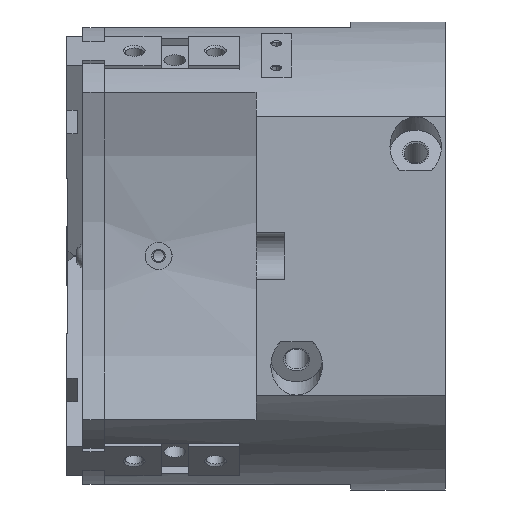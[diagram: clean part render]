
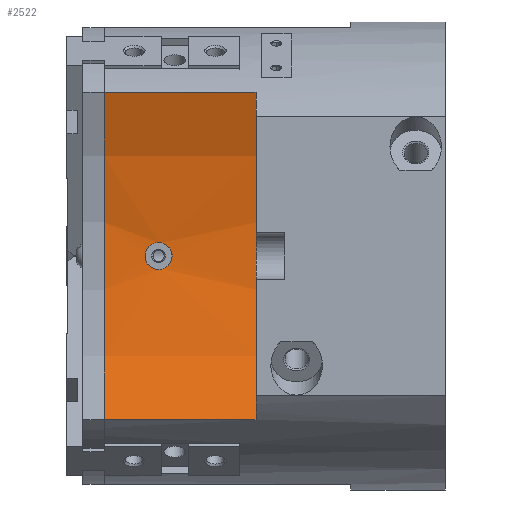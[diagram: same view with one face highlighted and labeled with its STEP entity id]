
A CAD part, left-side view. The second image highlights one B-rep face of the part: STEP entity #2522.
In plain terms, the highlighted cylindrical face has radius 156 mm (diameter 312 mm), a partial arc.
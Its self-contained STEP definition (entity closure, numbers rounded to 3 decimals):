
#2522 = ADVANCED_FACE( '', ( #7009, #7010 ), #7011, .F. );
#2626 = EDGE_CURVE( '', #6004, #3204, #7123, .T. );
#3064 = VERTEX_POINT( '', #7606 );
#3204 = VERTEX_POINT( '', #7759 );
#3422 = VERTEX_POINT( '', #8007 );
#4434 = EDGE_CURVE( '', #3064, #6004, #9146, .T. );
#4534 = EDGE_CURVE( '', #3422, #5484, #9262, .T. );
#4882 = EDGE_CURVE( '', #5484, #3422, #9645, .T. );
#5484 = VERTEX_POINT( '', #10301 );
#5682 = VERTEX_POINT( '', #10527 );
#6004 = VERTEX_POINT( '', #10897 );
#6018 = EDGE_CURVE( '', #3064, #5682, #10914, .T. );
#6030 = EDGE_CURVE( '', #3204, #5682, #10927, .T. );
#7009 = FACE_OUTER_BOUND( '', #12155, .T. );
#7010 = FACE_BOUND( '', #12156, .T. );
#7011 = CYLINDRICAL_SURFACE( '', #12157, 156. );
#7123 = CIRCLE( '', #12312, 156. );
#7606 = CARTESIAN_POINT( '', ( -62.596, 125.99, 60.421 ) );
#7759 = CARTESIAN_POINT( '', ( -62.596, 70., -60.421 ) );
#8007 = CARTESIAN_POINT( '', ( -50.5, 106., 5. ) );
#9146 = LINE( '', #15229, #15230 );
#9262 = B_SPLINE_CURVE_WITH_KNOTS( '', 3, ( #15424, #15425, #15426, #15427, #15428, #15429, #15430, #15431, #15432, #15433, #15434, #15435, #15436, #15437, #15438, #15439, #15440, #15441, #15442, #15443, #15444, #15445, #15446, #15447, #15448, #15449, #15450, #15451, #15452, #15453, #15454, #15455, #15456, #15457 ), .UNSPECIFIED., .F., .F., ( 4, 2, 2, 2, 2, 2, 2, 2, 2, 2, 2, 2, 2, 2, 2, 2, 4 ), ( 0., 0.942, 1.884, 2.825, 3.767, 4.709, 5.651, 6.593, 7.534, 8.476, 9.418, 10.36, 11.301, 12.243, 13.185, 14.127, 15.069 ), .UNSPECIFIED. );
#9645 = B_SPLINE_CURVE_WITH_KNOTS( '', 3, ( #15976, #15977, #15978, #15979, #15980, #15981, #15982, #15983, #15984, #15985, #15986, #15987, #15988, #15989, #15990, #15991, #15992, #15993, #15994, #15995, #15996, #15997, #15998, #15999, #16000, #16001, #16002, #16003, #16004, #16005, #16006, #16007, #16008, #16009 ), .UNSPECIFIED., .F., .F., ( 4, 2, 2, 2, 2, 2, 2, 2, 2, 2, 2, 2, 2, 2, 2, 2, 4 ), ( 15.069, 16.01, 16.952, 17.894, 18.836, 19.778, 20.719, 21.661, 22.603, 23.545, 24.486, 25.428, 26.37, 27.312, 28.254, 29.195, 30.137 ), .UNSPECIFIED. );
#10301 = CARTESIAN_POINT( '', ( -50.5, 106., -5. ) );
#10527 = CARTESIAN_POINT( '', ( -62.596, 125.99, -60.421 ) );
#10897 = CARTESIAN_POINT( '', ( -62.596, 70., 60.421 ) );
#10914 = CIRCLE( '', #17851, 156. );
#10927 = LINE( '', #17868, #17869 );
#12155 = EDGE_LOOP( '', ( #19199, #19200, #19201, #19202 ) );
#12156 = EDGE_LOOP( '', ( #19203, #19204 ) );
#12157 = AXIS2_PLACEMENT_3D( '', #19205, #19206, #19207 );
#12312 = AXIS2_PLACEMENT_3D( '', #19325, #19326, #19327 );
#15229 = CARTESIAN_POINT( '', ( -62.596, 134., 60.421 ) );
#15230 = VECTOR( '', #21640, 1. );
#15424 = CARTESIAN_POINT( '', ( -50.5, 106., 5. ) );
#15425 = CARTESIAN_POINT( '', ( -50.5, 105.686, 5. ) );
#15426 = CARTESIAN_POINT( '', ( -50.499, 105.361, 4.97 ) );
#15427 = CARTESIAN_POINT( '', ( -50.495, 104.716, 4.843 ) );
#15428 = CARTESIAN_POINT( '', ( -50.492, 104.394, 4.747 ) );
#15429 = CARTESIAN_POINT( '', ( -50.485, 103.779, 4.492 ) );
#15430 = CARTESIAN_POINT( '', ( -50.48, 103.483, 4.333 ) );
#15431 = CARTESIAN_POINT( '', ( -50.47, 102.937, 3.966 ) );
#15432 = CARTESIAN_POINT( '', ( -50.465, 102.686, 3.757 ) );
#15433 = CARTESIAN_POINT( '', ( -50.455, 102.243, 3.314 ) );
#15434 = CARTESIAN_POINT( '', ( -50.45, 102.034, 3.063 ) );
#15435 = CARTESIAN_POINT( '', ( -50.44, 101.667, 2.517 ) );
#15436 = CARTESIAN_POINT( '', ( -50.436, 101.508, 2.221 ) );
#15437 = CARTESIAN_POINT( '', ( -50.428, 101.253, 1.606 ) );
#15438 = CARTESIAN_POINT( '', ( -50.425, 101.157, 1.284 ) );
#15439 = CARTESIAN_POINT( '', ( -50.421, 101.03, 0.639 ) );
#15440 = CARTESIAN_POINT( '', ( -50.42, 101., 0.314 ) );
#15441 = CARTESIAN_POINT( '', ( -50.42, 101., -0.314 ) );
#15442 = CARTESIAN_POINT( '', ( -50.421, 101.03, -0.639 ) );
#15443 = CARTESIAN_POINT( '', ( -50.425, 101.157, -1.284 ) );
#15444 = CARTESIAN_POINT( '', ( -50.428, 101.253, -1.606 ) );
#15445 = CARTESIAN_POINT( '', ( -50.436, 101.508, -2.221 ) );
#15446 = CARTESIAN_POINT( '', ( -50.44, 101.667, -2.517 ) );
#15447 = CARTESIAN_POINT( '', ( -50.45, 102.034, -3.063 ) );
#15448 = CARTESIAN_POINT( '', ( -50.455, 102.243, -3.314 ) );
#15449 = CARTESIAN_POINT( '', ( -50.465, 102.686, -3.757 ) );
#15450 = CARTESIAN_POINT( '', ( -50.47, 102.937, -3.966 ) );
#15451 = CARTESIAN_POINT( '', ( -50.48, 103.483, -4.333 ) );
#15452 = CARTESIAN_POINT( '', ( -50.485, 103.779, -4.492 ) );
#15453 = CARTESIAN_POINT( '', ( -50.492, 104.394, -4.747 ) );
#15454 = CARTESIAN_POINT( '', ( -50.495, 104.716, -4.843 ) );
#15455 = CARTESIAN_POINT( '', ( -50.499, 105.361, -4.97 ) );
#15456 = CARTESIAN_POINT( '', ( -50.5, 105.686, -5. ) );
#15457 = CARTESIAN_POINT( '', ( -50.5, 106., -5. ) );
#15976 = CARTESIAN_POINT( '', ( -50.5, 106., -5. ) );
#15977 = CARTESIAN_POINT( '', ( -50.5, 106.314, -5. ) );
#15978 = CARTESIAN_POINT( '', ( -50.499, 106.639, -4.97 ) );
#15979 = CARTESIAN_POINT( '', ( -50.495, 107.284, -4.843 ) );
#15980 = CARTESIAN_POINT( '', ( -50.492, 107.606, -4.747 ) );
#15981 = CARTESIAN_POINT( '', ( -50.485, 108.221, -4.492 ) );
#15982 = CARTESIAN_POINT( '', ( -50.48, 108.517, -4.333 ) );
#15983 = CARTESIAN_POINT( '', ( -50.47, 109.063, -3.966 ) );
#15984 = CARTESIAN_POINT( '', ( -50.465, 109.314, -3.757 ) );
#15985 = CARTESIAN_POINT( '', ( -50.455, 109.757, -3.314 ) );
#15986 = CARTESIAN_POINT( '', ( -50.45, 109.966, -3.063 ) );
#15987 = CARTESIAN_POINT( '', ( -50.44, 110.333, -2.517 ) );
#15988 = CARTESIAN_POINT( '', ( -50.436, 110.492, -2.221 ) );
#15989 = CARTESIAN_POINT( '', ( -50.428, 110.747, -1.606 ) );
#15990 = CARTESIAN_POINT( '', ( -50.425, 110.843, -1.284 ) );
#15991 = CARTESIAN_POINT( '', ( -50.421, 110.97, -0.639 ) );
#15992 = CARTESIAN_POINT( '', ( -50.42, 111., -0.314 ) );
#15993 = CARTESIAN_POINT( '', ( -50.42, 111., 0.314 ) );
#15994 = CARTESIAN_POINT( '', ( -50.421, 110.97, 0.639 ) );
#15995 = CARTESIAN_POINT( '', ( -50.425, 110.843, 1.284 ) );
#15996 = CARTESIAN_POINT( '', ( -50.428, 110.747, 1.606 ) );
#15997 = CARTESIAN_POINT( '', ( -50.436, 110.492, 2.221 ) );
#15998 = CARTESIAN_POINT( '', ( -50.44, 110.333, 2.517 ) );
#15999 = CARTESIAN_POINT( '', ( -50.45, 109.966, 3.063 ) );
#16000 = CARTESIAN_POINT( '', ( -50.455, 109.757, 3.314 ) );
#16001 = CARTESIAN_POINT( '', ( -50.465, 109.314, 3.757 ) );
#16002 = CARTESIAN_POINT( '', ( -50.47, 109.063, 3.966 ) );
#16003 = CARTESIAN_POINT( '', ( -50.48, 108.517, 4.333 ) );
#16004 = CARTESIAN_POINT( '', ( -50.485, 108.221, 4.492 ) );
#16005 = CARTESIAN_POINT( '', ( -50.492, 107.606, 4.747 ) );
#16006 = CARTESIAN_POINT( '', ( -50.495, 107.284, 4.843 ) );
#16007 = CARTESIAN_POINT( '', ( -50.499, 106.639, 4.97 ) );
#16008 = CARTESIAN_POINT( '', ( -50.5, 106.314, 5. ) );
#16009 = CARTESIAN_POINT( '', ( -50.5, 106., 5. ) );
#17851 = AXIS2_PLACEMENT_3D( '', #23760, #23761, #23762 );
#17868 = CARTESIAN_POINT( '', ( -62.596, 134., -60.421 ) );
#17869 = VECTOR( '', #23775, 1. );
#19199 = ORIENTED_EDGE( '', *, *, #6018, .T. );
#19200 = ORIENTED_EDGE( '', *, *, #6030, .F. );
#19201 = ORIENTED_EDGE( '', *, *, #2626, .F. );
#19202 = ORIENTED_EDGE( '', *, *, #4434, .F. );
#19203 = ORIENTED_EDGE( '', *, *, #4534, .T. );
#19204 = ORIENTED_EDGE( '', *, *, #4882, .T. );
#19205 = CARTESIAN_POINT( '', ( -206.42, 134., 0. ) );
#19206 = DIRECTION( '', ( 0., 1., 0. ) );
#19207 = DIRECTION( '', ( 0.914, 0., -0.406 ) );
#19325 = CARTESIAN_POINT( '', ( -206.42, 70., 0. ) );
#19326 = DIRECTION( '', ( 0., 1., 0. ) );
#19327 = DIRECTION( '', ( 0.914, 0., -0.406 ) );
#21640 = DIRECTION( '', ( 0., -1., 0. ) );
#23760 = CARTESIAN_POINT( '', ( -206.42, 125.99, 0. ) );
#23761 = DIRECTION( '', ( 0., 1., 0. ) );
#23762 = DIRECTION( '', ( 0.914, 0., -0.406 ) );
#23775 = DIRECTION( '', ( 0., 1., 0. ) );
